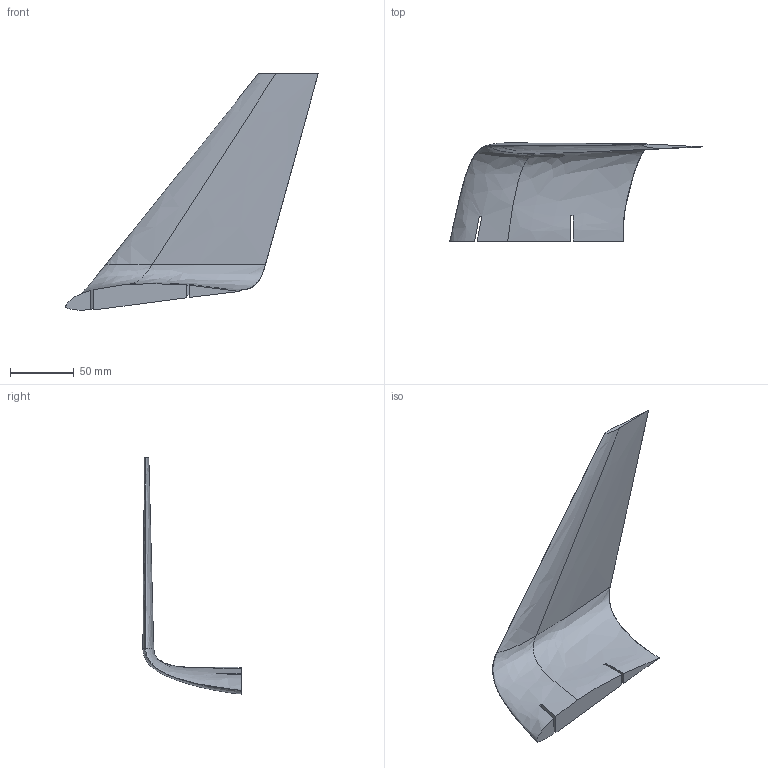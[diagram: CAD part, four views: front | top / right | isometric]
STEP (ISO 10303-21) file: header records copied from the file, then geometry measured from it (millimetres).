
FILE_DESCRIPTION(('CATIA V5 STEP Exchange'),'2;1');
FILE_NAME('BWB_right_winglet_default.stp','2021-06-01T17:55:09+00:00',('none'),('none'),'CATIA Version 5 Release 21 GA (IN-10)','CATIA V5 STEP AP203','none');
FILE_SCHEMA(('CONFIG_CONTROL_DESIGN'));
Length unit declared in the file: millimetre
Products named in the file (1): BWB_right_winglet
Bounding box: 198.51 x 77.23 x 185.73 mm (x, y, z)
Volume: 124698.8 mm3; surface area: 50976.2 mm2
Topology: 1 solids, 1 shells, 26 faces, 64 edges, 40 vertices
Faces by surface type: bspline 16, plane 10
Entity records: 9347 total; most frequent: CARTESIAN_POINT 8860, ORIENTED_EDGE 128, EDGE_CURVE 64, B_SPLINE_CURVE_WITH_KNOTS 56, VERTEX_POINT 40, ADVANCED_FACE 26, EDGE_LOOP 26, FACE_OUTER_BOUND 26
